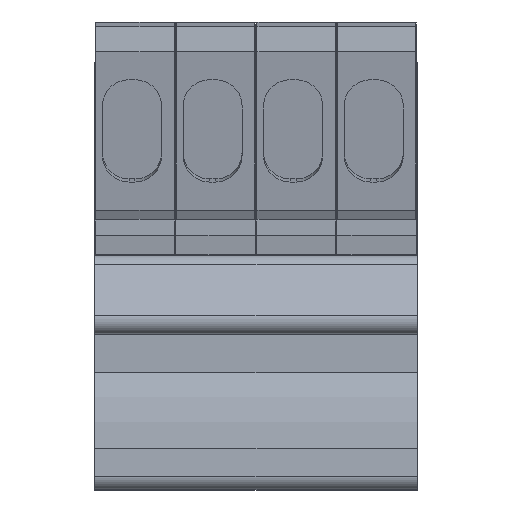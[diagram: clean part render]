
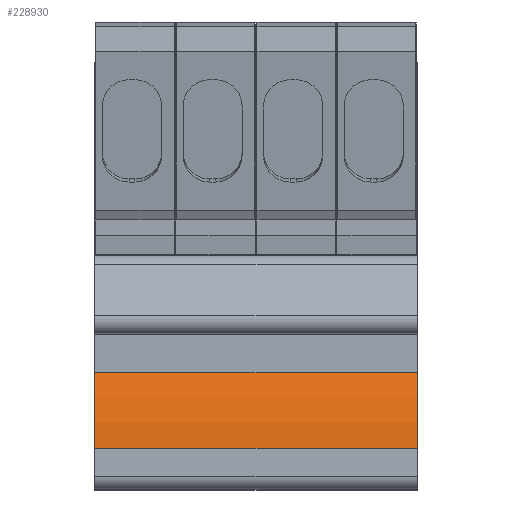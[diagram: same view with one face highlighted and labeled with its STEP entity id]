
A CAD part, front view. The second image highlights one B-rep face of the part: STEP entity #228930.
In plain terms, the highlighted cylindrical face has radius 30 mm (diameter 60 mm), a partial arc.
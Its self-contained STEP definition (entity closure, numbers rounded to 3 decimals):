
#207450=CARTESIAN_POINT('',(176.803,-56.677,36.45));
#207460=VERTEX_POINT('',#207450);
#207490=CARTESIAN_POINT('',(206.774,-57.986,36.45));
#207500=DIRECTION('',(0.,0.,1.));
#207510=DIRECTION('',(1.,0.,0.));
#207520=AXIS2_PLACEMENT_3D('',#207490,#207500,#207510);
#207530=CIRCLE('',#207520,30.);
#207540=CARTESIAN_POINT('',(179.618,-45.237,36.45));
#207550=VERTEX_POINT('',#207540);
#207560=EDGE_CURVE('',#207550,#207460,#207530,.T.);
#211670=CARTESIAN_POINT('',(179.618,-45.237,-12.15));
#211680=VERTEX_POINT('',#211670);
#211710=CARTESIAN_POINT('',(206.774,-57.986,-12.15));
#211720=DIRECTION('',(0.,0.,1.));
#211730=DIRECTION('',(1.,0.,0.));
#211740=AXIS2_PLACEMENT_3D('',#211710,#211720,#211730);
#211750=CIRCLE('',#211740,30.);
#211760=CARTESIAN_POINT('',(176.803,-56.677,-12.15));
#211770=VERTEX_POINT('',#211760);
#211780=EDGE_CURVE('',#211680,#211770,#211750,.T.);
#223520=CARTESIAN_POINT('',(179.618,-45.237,
6.15));
#223530=DIRECTION('',(0.,0.,1.));
#223540=VECTOR('',#223530,1.);
#223550=LINE('',#223520,#223540);
#223560=EDGE_CURVE('',#211680,#207550,#223550,.T.);
#228770=CARTESIAN_POINT('',(206.774,-57.986,
6.15));
#228780=DIRECTION('',(0.,0.,1.));
#228790=DIRECTION('',(1.,0.,0.));
#228800=AXIS2_PLACEMENT_3D('',#228770,#228780,#228790);
#228810=CYLINDRICAL_SURFACE('',#228800,30.);
#228820=ORIENTED_EDGE('',*,*,#211780,.T.);
#228830=ORIENTED_EDGE('',*,*,#223560,.F.);
#228840=ORIENTED_EDGE('',*,*,#207560,.F.);
#228850=CARTESIAN_POINT('',(176.803,-56.677,
6.15));
#228860=DIRECTION('',(0.,0.,1.));
#228870=VECTOR('',#228860,1.);
#228880=LINE('',#228850,#228870);
#228890=EDGE_CURVE('',#211770,#207460,#228880,.T.);
#228900=ORIENTED_EDGE('',*,*,#228890,.T.);
#228910=EDGE_LOOP('',(#228900,#228840,#228830,#228820));
#228920=FACE_OUTER_BOUND('',#228910,.T.);
#228930=ADVANCED_FACE('',(#228920),#228810,.T.);
